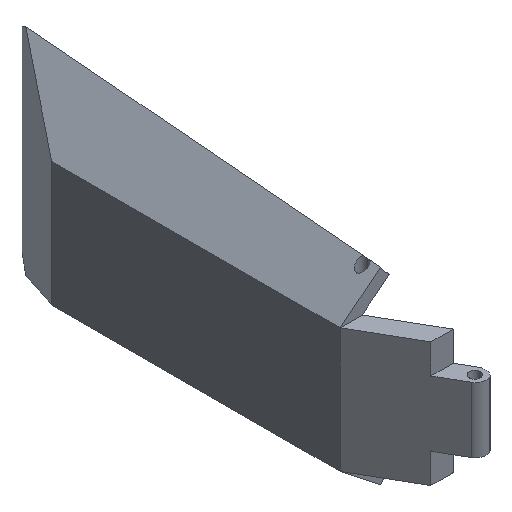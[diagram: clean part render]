
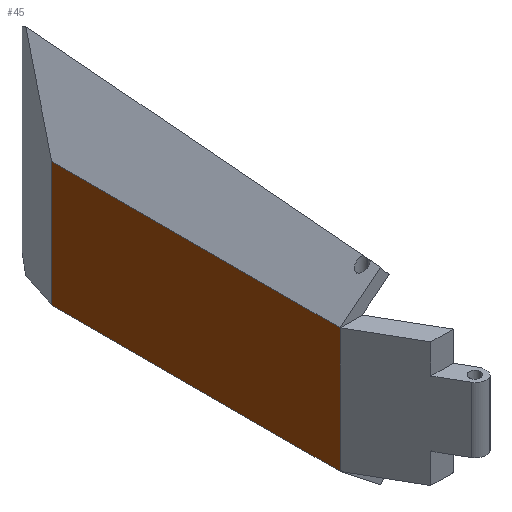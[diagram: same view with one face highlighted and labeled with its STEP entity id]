
A CAD part, isometric view. The second image highlights one B-rep face of the part: STEP entity #45.
In plain terms, the highlighted planar face has unit normal (-1, 0, 0).
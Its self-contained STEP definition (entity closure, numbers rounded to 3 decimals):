
#10 = VECTOR ( 'NONE', #281, 1000. ) ;
#41 = ORIENTED_EDGE ( 'NONE', *, *, #1051, .T. ) ;
#45 = ADVANCED_FACE ( 'NONE', ( #697 ), #871, .F. ) ;
#60 = VERTEX_POINT ( 'NONE', #608 ) ;
#71 = EDGE_CURVE ( 'NONE', #731, #60, #532, .T. ) ;
#175 = DIRECTION ( 'NONE',  ( 0., 0., 1. ) ) ;
#195 = LINE ( 'NONE', #206, #10 ) ;
#206 = CARTESIAN_POINT ( 'NONE',  ( -1.034, 58.409, -19.344 ) ) ;
#238 = VERTEX_POINT ( 'NONE', #479 ) ;
#281 = DIRECTION ( 'NONE',  ( 0., -1., 0. ) ) ;
#323 = DIRECTION ( 'NONE',  ( 0., -1., 0. ) ) ;
#347 = CARTESIAN_POINT ( 'NONE',  ( -1.034, 58.409, 2.522 ) ) ;
#394 = VECTOR ( 'NONE', #175, 1000. ) ;
#399 = ORIENTED_EDGE ( 'NONE', *, *, #71, .F. ) ;
#408 = ORIENTED_EDGE ( 'NONE', *, *, #920, .F. ) ;
#454 = CARTESIAN_POINT ( 'NONE',  ( -1.034, -6.591, 2.522 ) ) ;
#479 = CARTESIAN_POINT ( 'NONE',  ( -1.034, -6.591, 2.522 ) ) ;
#530 = LINE ( 'NONE', #454, #683 ) ;
#532 = LINE ( 'NONE', #877, #394 ) ;
#570 = EDGE_CURVE ( 'NONE', #731, #907, #195, .T. ) ;
#571 = VECTOR ( 'NONE', #323, 1000. ) ;
#608 = CARTESIAN_POINT ( 'NONE',  ( -1.034, 44.109, 2.522 ) ) ;
#683 = VECTOR ( 'NONE', #900, 1000. ) ;
#697 = FACE_OUTER_BOUND ( 'NONE', #873, .T. ) ;
#731 = VERTEX_POINT ( 'NONE', #885 ) ;
#759 = CARTESIAN_POINT ( 'NONE',  ( -1.034, 58.409, 2.522 ) ) ;
#859 = LINE ( 'NONE', #759, #571 ) ;
#871 = PLANE ( 'NONE',  #1117 ) ;
#873 = EDGE_LOOP ( 'NONE', ( #408, #399, #878, #41 ) ) ;
#877 = CARTESIAN_POINT ( 'NONE',  ( -1.034, 44.109, -19.344 ) ) ;
#878 = ORIENTED_EDGE ( 'NONE', *, *, #570, .T. ) ;
#881 = DIRECTION ( 'NONE',  ( 0., 0., -1. ) ) ;
#885 = CARTESIAN_POINT ( 'NONE',  ( -1.034, 44.109, -19.344 ) ) ;
#900 = DIRECTION ( 'NONE',  ( 0., 0., 1. ) ) ;
#907 = VERTEX_POINT ( 'NONE', #961 ) ;
#920 = EDGE_CURVE ( 'NONE', #60, #238, #859, .T. ) ;
#961 = CARTESIAN_POINT ( 'NONE',  ( -1.034, -6.591, -19.344 ) ) ;
#1051 = EDGE_CURVE ( 'NONE', #907, #238, #530, .T. ) ;
#1053 = DIRECTION ( 'NONE',  ( 1., 0., 0. ) ) ;
#1117 = AXIS2_PLACEMENT_3D ( 'NONE', #347, #1053, #881 ) ;
